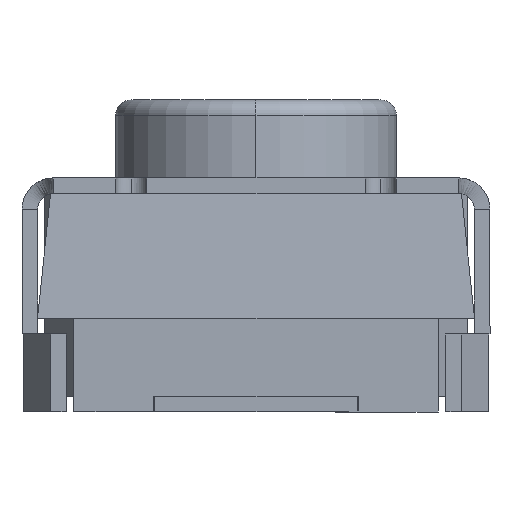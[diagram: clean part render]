
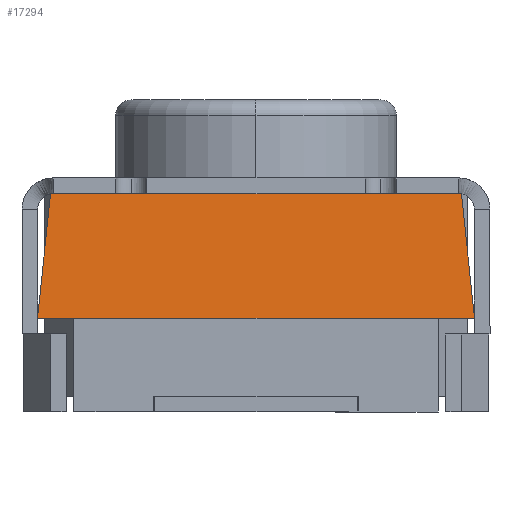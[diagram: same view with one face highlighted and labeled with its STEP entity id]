
A CAD part, left-side view. The second image highlights one B-rep face of the part: STEP entity #17294.
In plain terms, the highlighted planar face has unit normal (-0.995, 0, 0.104).
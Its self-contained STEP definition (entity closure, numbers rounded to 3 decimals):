
#81 = VECTOR ( 'NONE', #713, 1000. ) ;
#194 = ORIENTED_EDGE ( 'NONE', *, *, #16086, .T. ) ;
#202 = CARTESIAN_POINT ( 'NONE',  ( -2.032, 1.167, -0.9 ) ) ;
#265 = DIRECTION ( 'NONE',  ( -0.995, 0., 0.105 ) ) ;
#526 = VERTEX_POINT ( 'NONE', #7881 ) ;
#667 = ORIENTED_EDGE ( 'NONE', *, *, #12634, .T. ) ;
#713 = DIRECTION ( 'NONE',  ( 0.104, -0.104, 0.989 ) ) ;
#755 = VERTEX_POINT ( 'NONE', #3449 ) ;
#790 = LINE ( 'NONE', #11811, #15058 ) ;
#1082 = VERTEX_POINT ( 'NONE', #1211 ) ;
#1202 = VERTEX_POINT ( 'NONE', #5903 ) ;
#1211 = CARTESIAN_POINT ( 'NONE',  ( -1.948, -1.317, -0.1 ) ) ;
#1225 = CARTESIAN_POINT ( 'NONE',  ( -1.948, -0.885, -0.1 ) ) ;
#1307 = ORIENTED_EDGE ( 'NONE', *, *, #3853, .T. ) ;
#1499 = CARTESIAN_POINT ( 'NONE',  ( -1.948, 1.317, -0.1 ) ) ;
#1627 = CARTESIAN_POINT ( 'NONE',  ( -2.032, 1.401, -0.9 ) ) ;
#1639 = ORIENTED_EDGE ( 'NONE', *, *, #17886, .T. ) ;
#1645 = VECTOR ( 'NONE', #13674, 1000. ) ;
#2788 = AXIS2_PLACEMENT_3D ( 'NONE', #11393, #265, #4272 ) ;
#2840 = ORIENTED_EDGE ( 'NONE', *, *, #4303, .F. ) ;
#3029 = ORIENTED_EDGE ( 'NONE', *, *, #10441, .T. ) ;
#3147 = LINE ( 'NONE', #12867, #4314 ) ;
#3300 = LINE ( 'NONE', #8918, #7839 ) ;
#3322 = LINE ( 'NONE', #10199, #11679 ) ;
#3449 = CARTESIAN_POINT ( 'NONE',  ( -1.948, 0.715, -0.1 ) ) ;
#3853 = EDGE_CURVE ( 'NONE', #14846, #17278, #16555, .T. ) ;
#3992 = CARTESIAN_POINT ( 'NONE',  ( -1.948, 1.317, -0.1 ) ) ;
#4180 = PLANE ( 'NONE',  #2788 ) ;
#4272 = DIRECTION ( 'NONE',  ( 0.105, 0., 0.995 ) ) ;
#4303 = EDGE_CURVE ( 'NONE', #17136, #8734, #16076, .T. ) ;
#4314 = VECTOR ( 'NONE', #10213, 1000. ) ;
#4386 = CARTESIAN_POINT ( 'NONE',  ( -2.032, -1.167, -0.9 ) ) ;
#4546 = VECTOR ( 'NONE', #8069, 1000. ) ;
#5052 = CARTESIAN_POINT ( 'NONE',  ( -1.948, 1.167, -0.1 ) ) ;
#5183 = CARTESIAN_POINT ( 'NONE',  ( -1.948, 1.317, -0.1 ) ) ;
#5232 = CARTESIAN_POINT ( 'NONE',  ( -1.906, 1.275, 0.301 ) ) ;
#5836 = FACE_OUTER_BOUND ( 'NONE', #10483, .T. ) ;
#5903 = CARTESIAN_POINT ( 'NONE',  ( -1.948, -0.715, -0.1 ) ) ;
#5943 = ORIENTED_EDGE ( 'NONE', *, *, #11919, .T. ) ;
#6510 = LINE ( 'NONE', #5232, #81 ) ;
#6748 = VECTOR ( 'NONE', #14184, 1000. ) ;
#7278 = VECTOR ( 'NONE', #13576, 1000. ) ;
#7279 = VERTEX_POINT ( 'NONE', #11638 ) ;
#7467 = ORIENTED_EDGE ( 'NONE', *, *, #10457, .F. ) ;
#7839 = VECTOR ( 'NONE', #10450, 1000. ) ;
#7881 = CARTESIAN_POINT ( 'NONE',  ( -2.032, 1.167, -0.9 ) ) ;
#8069 = DIRECTION ( 'NONE',  ( 0., 1., 0. ) ) ;
#8734 = VERTEX_POINT ( 'NONE', #4386 ) ;
#8878 = CARTESIAN_POINT ( 'NONE',  ( -2.032, -1.401, -0.9 ) ) ;
#8918 = CARTESIAN_POINT ( 'NONE',  ( -2.032, 1.317, -0.9 ) ) ;
#10199 = CARTESIAN_POINT ( 'NONE',  ( -1.948, 1.167, -0.1 ) ) ;
#10213 = DIRECTION ( 'NONE',  ( 0., 1., 0. ) ) ;
#10441 = EDGE_CURVE ( 'NONE', #11769, #1202, #17514, .T. ) ;
#10450 = DIRECTION ( 'NONE',  ( 0., 1., 0. ) ) ;
#10457 = EDGE_CURVE ( 'NONE', #15940, #17278, #6510, .T. ) ;
#10483 = EDGE_LOOP ( 'NONE', ( #15687, #667, #3029, #1639, #194, #5943, #1307, #7467, #13923, #12241, #2840, #15921 ) ) ;
#10822 = DIRECTION ( 'NONE',  ( 0., 1., 0. ) ) ;
#10946 = VECTOR ( 'NONE', #16649, 1000. ) ;
#11338 = EDGE_CURVE ( 'NONE', #526, #15940, #3300, .T. ) ;
#11393 = CARTESIAN_POINT ( 'NONE',  ( -1.948, 1.317, -0.1 ) ) ;
#11638 = CARTESIAN_POINT ( 'NONE',  ( -1.948, -1.3, -0.1 ) ) ;
#11679 = VECTOR ( 'NONE', #17175, 1000. ) ;
#11769 = VERTEX_POINT ( 'NONE', #1225 ) ;
#11811 = CARTESIAN_POINT ( 'NONE',  ( -1.919, -1.288, 0.171 ) ) ;
#11919 = EDGE_CURVE ( 'NONE', #12007, #14846, #16262, .T. ) ;
#12007 = VERTEX_POINT ( 'NONE', #16602 ) ;
#12025 = CARTESIAN_POINT ( 'NONE',  ( -1.948, 1.167, -0.1 ) ) ;
#12241 = ORIENTED_EDGE ( 'NONE', *, *, #13225, .F. ) ;
#12634 = EDGE_CURVE ( 'NONE', #7279, #11769, #3322, .T. ) ;
#12867 = CARTESIAN_POINT ( 'NONE',  ( -1.948, 1.167, -0.1 ) ) ;
#13066 = VECTOR ( 'NONE', #13612, 1000. ) ;
#13225 = EDGE_CURVE ( 'NONE', #8734, #526, #17026, .T. ) ;
#13576 = DIRECTION ( 'NONE',  ( 0., 1., 0. ) ) ;
#13612 = DIRECTION ( 'NONE',  ( 0., 1., 0. ) ) ;
#13674 = DIRECTION ( 'NONE',  ( 0., 1., 0. ) ) ;
#13923 = ORIENTED_EDGE ( 'NONE', *, *, #11338, .F. ) ;
#14184 = DIRECTION ( 'NONE',  ( 0., 1., 0. ) ) ;
#14510 = CARTESIAN_POINT ( 'NONE',  ( -2.032, 1.317, -0.9 ) ) ;
#14552 = CARTESIAN_POINT ( 'NONE',  ( -1.948, 1.3, -0.1 ) ) ;
#14732 = DIRECTION ( 'NONE',  ( 0.104, 0.104, 0.989 ) ) ;
#14846 = VERTEX_POINT ( 'NONE', #14552 ) ;
#15058 = VECTOR ( 'NONE', #14732, 1000. ) ;
#15084 = CARTESIAN_POINT ( 'NONE',  ( -1.948, 1.167, -0.1 ) ) ;
#15687 = ORIENTED_EDGE ( 'NONE', *, *, #17996, .T. ) ;
#15921 = ORIENTED_EDGE ( 'NONE', *, *, #16868, .T. ) ;
#15940 = VERTEX_POINT ( 'NONE', #1627 ) ;
#16076 = LINE ( 'NONE', #14510, #17260 ) ;
#16086 = EDGE_CURVE ( 'NONE', #755, #12007, #17867, .T. ) ;
#16262 = LINE ( 'NONE', #12025, #7278 ) ;
#16555 = LINE ( 'NONE', #3992, #13066 ) ;
#16602 = CARTESIAN_POINT ( 'NONE',  ( -1.948, 0.885, -0.1 ) ) ;
#16649 = DIRECTION ( 'NONE',  ( 0., 1., 0. ) ) ;
#16868 = EDGE_CURVE ( 'NONE', #17136, #1082, #790, .T. ) ;
#17026 = LINE ( 'NONE', #202, #6748 ) ;
#17136 = VERTEX_POINT ( 'NONE', #8878 ) ;
#17175 = DIRECTION ( 'NONE',  ( 0., 1., 0. ) ) ;
#17260 = VECTOR ( 'NONE', #10822, 1000. ) ;
#17278 = VERTEX_POINT ( 'NONE', #1499 ) ;
#17294 = ADVANCED_FACE ( 'NONE', ( #5836 ), #4180, .T. ) ;
#17466 = LINE ( 'NONE', #5183, #1645 ) ;
#17514 = LINE ( 'NONE', #5052, #4546 ) ;
#17867 = LINE ( 'NONE', #15084, #10946 ) ;
#17886 = EDGE_CURVE ( 'NONE', #1202, #755, #3147, .T. ) ;
#17996 = EDGE_CURVE ( 'NONE', #1082, #7279, #17466, .T. ) ;
